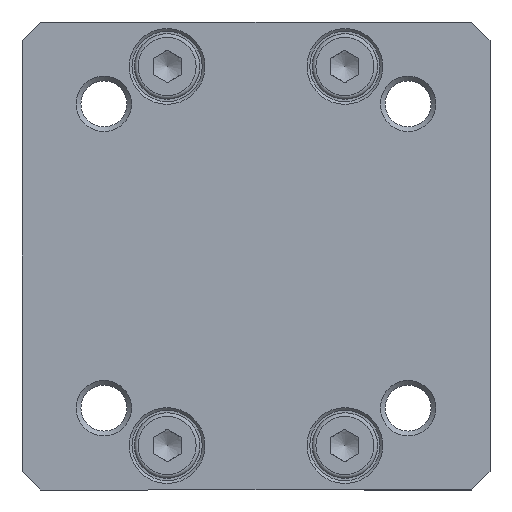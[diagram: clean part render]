
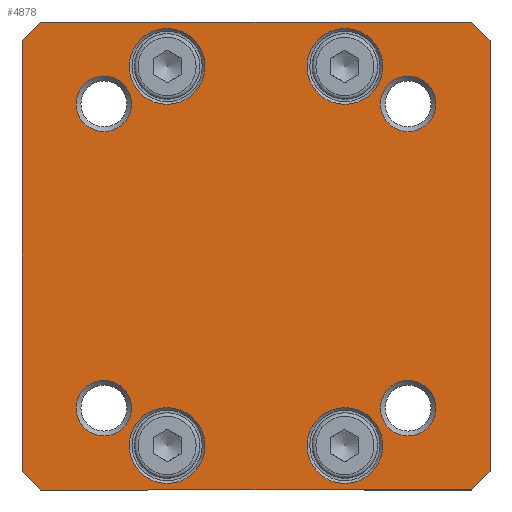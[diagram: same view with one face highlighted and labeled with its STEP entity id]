
A CAD part, front view. The second image highlights one B-rep face of the part: STEP entity #4878.
In plain terms, the highlighted planar face has unit normal (0, -1, 0).
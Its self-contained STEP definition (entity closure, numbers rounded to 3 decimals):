
#4719=CARTESIAN_POINT('',(0.,-7.5,0.));
#4720=DIRECTION('',(0.0,1.0,0.0));
#4721=DIRECTION('',(0.0,0.0,1.0));
#4722=AXIS2_PLACEMENT_3D('',#4719,#4720,#4721);
#4723=PLANE('',#4722);
#4724=CARTESIAN_POINT('',(-23.,-7.5,25.));
#4725=VERTEX_POINT('',#4724);
#4726=CARTESIAN_POINT('',(23.,-7.5,25.0));
#4727=VERTEX_POINT('',#4726);
#4728=CARTESIAN_POINT('',(-23.,-7.5,25.));
#4729=DIRECTION('',(1.0,0.0,0.0));
#4730=VECTOR('',#4729,46.);
#4731=LINE('',#4728,#4730);
#4732=EDGE_CURVE('',#4725,#4727,#4731,.T.);
#4733=ORIENTED_EDGE('',*,*,#4732,.F.);
#4734=CARTESIAN_POINT('',(-25.0,-7.5,23.));
#4735=VERTEX_POINT('',#4734);
#4736=CARTESIAN_POINT('',(-25.0,-7.5,23.));
#4737=DIRECTION('',(0.707,0.0,0.707));
#4738=VECTOR('',#4737,2.828);
#4739=LINE('',#4736,#4738);
#4740=EDGE_CURVE('',#4735,#4725,#4739,.T.);
#4741=ORIENTED_EDGE('',*,*,#4740,.F.);
#4742=CARTESIAN_POINT('',(-25.0,-7.5,-23.));
#4743=VERTEX_POINT('',#4742);
#4744=CARTESIAN_POINT('',(-25.0,-7.5,-23.));
#4745=DIRECTION('',(0.0,0.0,1.0));
#4746=VECTOR('',#4745,46.);
#4747=LINE('',#4744,#4746);
#4748=EDGE_CURVE('',#4743,#4735,#4747,.T.);
#4749=ORIENTED_EDGE('',*,*,#4748,.F.);
#4750=CARTESIAN_POINT('',(-23.,-7.5,-25.));
#4751=VERTEX_POINT('',#4750);
#4752=CARTESIAN_POINT('',(-23.,-7.5,-25.));
#4753=DIRECTION('',(-0.707,0.0,0.707));
#4754=VECTOR('',#4753,2.828);
#4755=LINE('',#4752,#4754);
#4756=EDGE_CURVE('',#4751,#4743,#4755,.T.);
#4757=ORIENTED_EDGE('',*,*,#4756,.F.);
#4758=CARTESIAN_POINT('',(23.,-7.5,-25.0));
#4759=VERTEX_POINT('',#4758);
#4760=CARTESIAN_POINT('',(23.,-7.5,-25.));
#4761=DIRECTION('',(-1.0,0.0,0.0));
#4762=VECTOR('',#4761,46.);
#4763=LINE('',#4760,#4762);
#4764=EDGE_CURVE('',#4759,#4751,#4763,.T.);
#4765=ORIENTED_EDGE('',*,*,#4764,.F.);
#4766=CARTESIAN_POINT('',(25.0,-7.5,-23.));
#4767=VERTEX_POINT('',#4766);
#4768=CARTESIAN_POINT('',(25.,-7.5,-23.0));
#4769=DIRECTION('',(-0.707,0.0,-0.707));
#4770=VECTOR('',#4769,2.828);
#4771=LINE('',#4768,#4770);
#4772=EDGE_CURVE('',#4767,#4759,#4771,.T.);
#4773=ORIENTED_EDGE('',*,*,#4772,.F.);
#4774=CARTESIAN_POINT('',(25.0,-7.5,23.));
#4775=VERTEX_POINT('',#4774);
#4776=CARTESIAN_POINT('',(25.0,-7.5,23.));
#4777=DIRECTION('',(0.0,0.0,-1.0));
#4778=VECTOR('',#4777,46.);
#4779=LINE('',#4776,#4778);
#4780=EDGE_CURVE('',#4775,#4767,#4779,.T.);
#4781=ORIENTED_EDGE('',*,*,#4780,.F.);
#4782=CARTESIAN_POINT('',(23.,-7.5,25.0));
#4783=DIRECTION('',(0.707,0.0,-0.707));
#4784=VECTOR('',#4783,2.828);
#4785=LINE('',#4782,#4784);
#4786=EDGE_CURVE('',#4727,#4775,#4785,.T.);
#4787=ORIENTED_EDGE('',*,*,#4786,.F.);
#4788=EDGE_LOOP('',(#4733,#4741,#4749,#4757,#4765,#4773,#4781,#4787));
#4789=FACE_OUTER_BOUND('',#4788,.T.);
#4790=CARTESIAN_POINT('',(-13.292,-7.5,16.25));
#4791=VERTEX_POINT('',#4790);
#4792=CARTESIAN_POINT('',(-16.25,-7.5,16.25));
#4793=DIRECTION('',(0.0,-1.0,0.0));
#4794=DIRECTION('',(-1.0,0.0,0.0));
#4795=AXIS2_PLACEMENT_3D('',#4792,#4793,#4794);
#4796=CIRCLE('',#4795,2.959);
#4797=EDGE_CURVE('',#4791,#4791,#4796,.T.);
#4798=ORIENTED_EDGE('',*,*,#4797,.F.);
#4799=EDGE_LOOP('',(#4798));
#4800=FACE_BOUND('',#4799,.T.);
#4801=CARTESIAN_POINT('',(19.208,-7.5,-16.25));
#4802=VERTEX_POINT('',#4801);
#4803=CARTESIAN_POINT('',(16.25,-7.5,-16.25));
#4804=DIRECTION('',(0.0,-1.0,0.0));
#4805=DIRECTION('',(-1.0,0.0,0.0));
#4806=AXIS2_PLACEMENT_3D('',#4803,#4804,#4805);
#4807=CIRCLE('',#4806,2.959);
#4808=EDGE_CURVE('',#4802,#4802,#4807,.T.);
#4809=ORIENTED_EDGE('',*,*,#4808,.F.);
#4810=EDGE_LOOP('',(#4809));
#4811=FACE_BOUND('',#4810,.T.);
#4812=CARTESIAN_POINT('',(13.55,-7.5,-20.25));
#4813=VERTEX_POINT('',#4812);
#4814=CARTESIAN_POINT('',(9.5,-7.5,-20.25));
#4815=DIRECTION('',(0.0,-1.0,0.0));
#4816=DIRECTION('',(-1.0,0.0,0.0));
#4817=AXIS2_PLACEMENT_3D('',#4814,#4815,#4816);
#4818=CIRCLE('',#4817,4.05);
#4819=EDGE_CURVE('',#4813,#4813,#4818,.T.);
#4820=ORIENTED_EDGE('',*,*,#4819,.F.);
#4821=EDGE_LOOP('',(#4820));
#4822=FACE_BOUND('',#4821,.T.);
#4823=CARTESIAN_POINT('',(-5.45,-7.5,20.25));
#4824=VERTEX_POINT('',#4823);
#4825=CARTESIAN_POINT('',(-9.5,-7.5,20.25));
#4826=DIRECTION('',(0.0,-1.0,0.0));
#4827=DIRECTION('',(-1.0,0.0,0.0));
#4828=AXIS2_PLACEMENT_3D('',#4825,#4826,#4827);
#4829=CIRCLE('',#4828,4.05);
#4830=EDGE_CURVE('',#4824,#4824,#4829,.T.);
#4831=ORIENTED_EDGE('',*,*,#4830,.F.);
#4832=EDGE_LOOP('',(#4831));
#4833=FACE_BOUND('',#4832,.T.);
#4834=CARTESIAN_POINT('',(13.55,-7.5,20.25));
#4835=VERTEX_POINT('',#4834);
#4836=CARTESIAN_POINT('',(9.5,-7.5,20.25));
#4837=DIRECTION('',(0.0,-1.0,0.0));
#4838=DIRECTION('',(-1.0,0.0,0.0));
#4839=AXIS2_PLACEMENT_3D('',#4836,#4837,#4838);
#4840=CIRCLE('',#4839,4.05);
#4841=EDGE_CURVE('',#4835,#4835,#4840,.T.);
#4842=ORIENTED_EDGE('',*,*,#4841,.F.);
#4843=EDGE_LOOP('',(#4842));
#4844=FACE_BOUND('',#4843,.T.);
#4845=CARTESIAN_POINT('',(-5.45,-7.5,-20.25));
#4846=VERTEX_POINT('',#4845);
#4847=CARTESIAN_POINT('',(-9.5,-7.5,-20.25));
#4848=DIRECTION('',(0.0,-1.0,0.0));
#4849=DIRECTION('',(-1.0,0.0,0.0));
#4850=AXIS2_PLACEMENT_3D('',#4847,#4848,#4849);
#4851=CIRCLE('',#4850,4.05);
#4852=EDGE_CURVE('',#4846,#4846,#4851,.T.);
#4853=ORIENTED_EDGE('',*,*,#4852,.F.);
#4854=EDGE_LOOP('',(#4853));
#4855=FACE_BOUND('',#4854,.T.);
#4856=CARTESIAN_POINT('',(-13.292,-7.5,-16.25));
#4857=VERTEX_POINT('',#4856);
#4858=CARTESIAN_POINT('',(-16.25,-7.5,-16.25));
#4859=DIRECTION('',(0.0,-1.0,0.0));
#4860=DIRECTION('',(-1.0,0.0,0.0));
#4861=AXIS2_PLACEMENT_3D('',#4858,#4859,#4860);
#4862=CIRCLE('',#4861,2.959);
#4863=EDGE_CURVE('',#4857,#4857,#4862,.T.);
#4864=ORIENTED_EDGE('',*,*,#4863,.F.);
#4865=EDGE_LOOP('',(#4864));
#4866=FACE_BOUND('',#4865,.T.);
#4867=CARTESIAN_POINT('',(19.208,-7.5,16.25));
#4868=VERTEX_POINT('',#4867);
#4869=CARTESIAN_POINT('',(16.25,-7.5,16.25));
#4870=DIRECTION('',(0.0,-1.0,0.0));
#4871=DIRECTION('',(-1.0,0.0,0.0));
#4872=AXIS2_PLACEMENT_3D('',#4869,#4870,#4871);
#4873=CIRCLE('',#4872,2.959);
#4874=EDGE_CURVE('',#4868,#4868,#4873,.T.);
#4875=ORIENTED_EDGE('',*,*,#4874,.F.);
#4876=EDGE_LOOP('',(#4875));
#4877=FACE_BOUND('',#4876,.T.);
#4878=ADVANCED_FACE('',(#4789,#4800,#4811,#4822,#4833,#4844,#4855,#4866,#4877),#4723,.F.);
